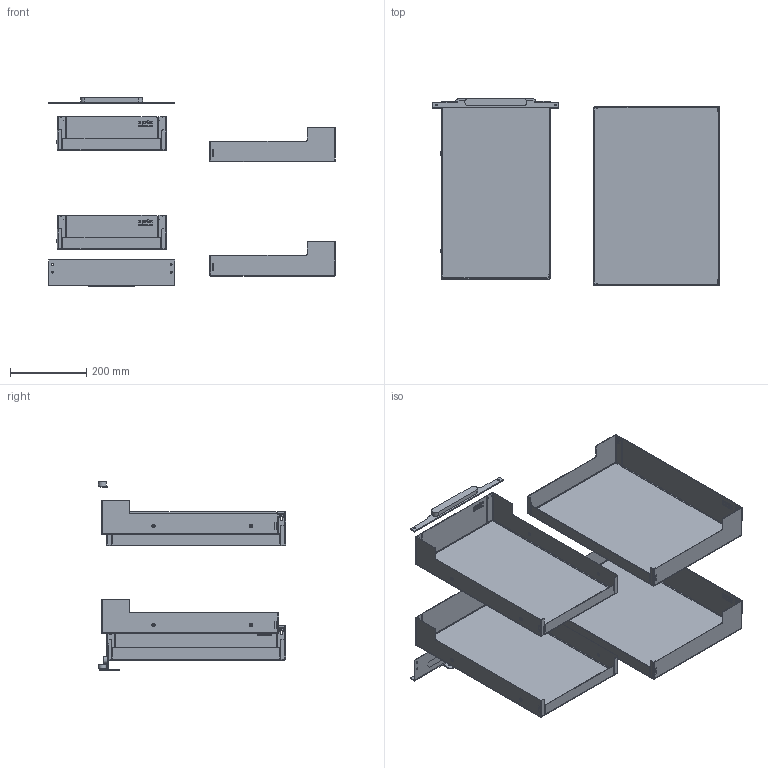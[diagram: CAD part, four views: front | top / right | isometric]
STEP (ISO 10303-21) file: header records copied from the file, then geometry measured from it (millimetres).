
FILE_DESCRIPTION(/* description */ (''),/* implementation_level */ '2;1');
FILE_NAME(/* name */ '3D_300-1117-XX.sat.ipt.stp',/* time_stamp */ '2022-07-18T16:48:58+02:00',/* author */ (''),/* organization */ (''),/* preprocessor_version */ 'ST-DEVELOPER v18.1',/* originating_system */ 'Autodesk Inventor 2021',/* authorisation */ '');
FILE_SCHEMA (('CONFIG_CONTROL_DESIGN'));
Length unit declared in the file: millimetre
Products named in the file (1): 3D_300-1117-XX.sat
Bounding box: 754.05 x 491.9 x 495.5 mm (x, y, z)
Volume: 1404449.2 mm3; surface area: 2001440.3 mm2
Topology: 6 solids, 6 shells, 1373 faces, 3514 edges, 2274 vertices
Faces by surface type: plane 975, cylinder 310, sphere 36, bspline 36, torus 16
Full cylindrical faces by diameter (mm): 4 x8, 5 x6, 9 x8
Entity records: 43017 total; most frequent: CARTESIAN_POINT 9326, ORIENTED_EDGE 7028, DIRECTION 6742, EDGE_CURVE 3514, LINE 2754, VECTOR 2754, VERTEX_POINT 2274, AXIS2_PLACEMENT_3D 1994
